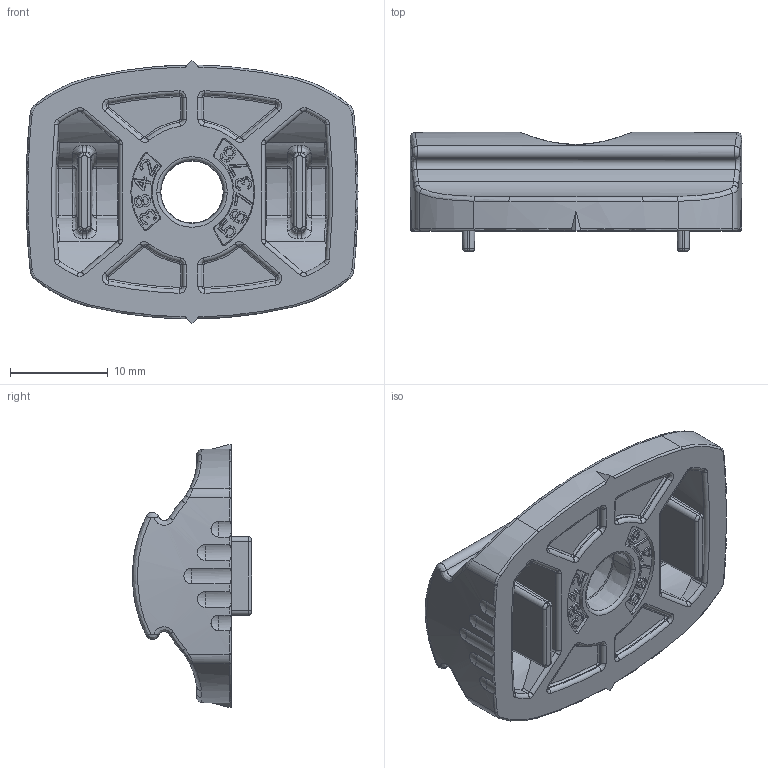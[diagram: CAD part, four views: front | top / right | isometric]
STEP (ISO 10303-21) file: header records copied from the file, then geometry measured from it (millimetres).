
FILE_DESCRIPTION((''),'2;1');
FILE_NAME('RA96831459','2024-08-22T14:20:27',('XIT2KOR'),(''),'CREO PARAMETRIC BY PTC INC, 2023134','CREO PARAMETRIC BY PTC INC, 2023134','');
FILE_SCHEMA(('AUTOMOTIVE_DESIGN { 1 0 10303 214 1 1 1 1 }'));
Length unit declared in the file: millimetre
Products named in the file (1): RA96831459
Bounding box: 34 x 12.2 x 27 mm (x, y, z)
Volume: 4210.3 mm3; surface area: 3282.1 mm2
Topology: 1 solids, 5 shells, 806 faces, 2108 edges, 1336 vertices
Faces by surface type: plane 461, bspline 146, cylinder 105, torus 54, cone 30, sphere 10
Entity records: 39761 total; most frequent: CARTESIAN_POINT 13967, ORIENTED_EDGE 4216, DIRECTION 3390, PRESENTATION_STYLE_ASSIGNMENT 2153, STYLED_ITEM 2109, CURVE_STYLE 2108, EDGE_CURVE 2108, VECTOR 1398
